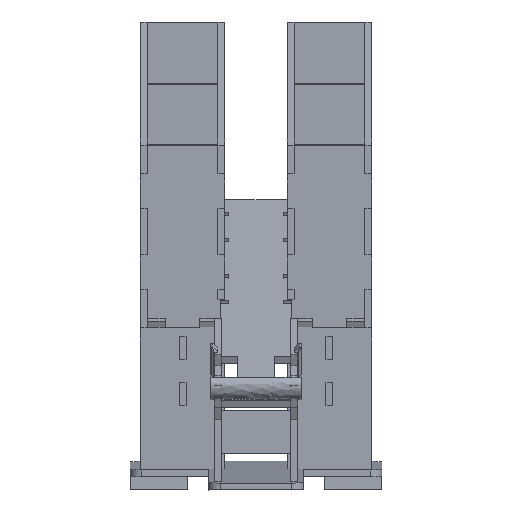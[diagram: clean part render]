
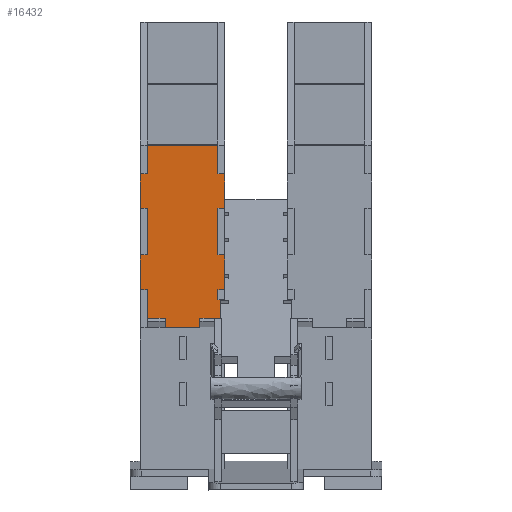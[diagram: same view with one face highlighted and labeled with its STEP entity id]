
A CAD part, front view. The second image highlights one B-rep face of the part: STEP entity #16432.
In plain terms, the highlighted planar face has unit normal (0, -0.999, -0.052).
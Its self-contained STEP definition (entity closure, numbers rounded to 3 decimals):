
#424=FACE_OUTER_BOUND('',#1301,.T.);
#1301=EDGE_LOOP('',(#11350,#11351,#11352,#11353,#11354,#11355,#11356,#11357,
#11358,#11359,#11360,#11361,#11362,#11363,#11364,#11365,#11366,#11367,#11368,
#11369,#11370,#11371,#11372,#11373,#11374,#11375));
#2435=LINE('',#22900,#4740);
#2439=LINE('',#22908,#4744);
#2440=LINE('',#22910,#4745);
#2441=LINE('',#22912,#4746);
#2442=LINE('',#22914,#4747);
#2443=LINE('',#22916,#4748);
#2444=LINE('',#22918,#4749);
#2445=LINE('',#22920,#4750);
#2446=LINE('',#22922,#4751);
#2447=LINE('',#22924,#4752);
#2448=LINE('',#22926,#4753);
#2449=LINE('',#22928,#4754);
#2450=LINE('',#22930,#4755);
#2451=LINE('',#22932,#4756);
#2452=LINE('',#22934,#4757);
#2453=LINE('',#22936,#4758);
#2454=LINE('',#22938,#4759);
#2455=LINE('',#22940,#4760);
#2456=LINE('',#22942,#4761);
#2457=LINE('',#22944,#4762);
#2458=LINE('',#22946,#4763);
#2459=LINE('',#22948,#4764);
#2460=LINE('',#22950,#4765);
#2461=LINE('',#22952,#4766);
#2462=LINE('',#22954,#4767);
#2463=LINE('',#22955,#4768);
#4740=VECTOR('',#18665,10.);
#4744=VECTOR('',#18671,10.);
#4745=VECTOR('',#18672,10.);
#4746=VECTOR('',#18673,10.);
#4747=VECTOR('',#18674,10.);
#4748=VECTOR('',#18675,10.);
#4749=VECTOR('',#18676,10.);
#4750=VECTOR('',#18677,10.);
#4751=VECTOR('',#18678,10.);
#4752=VECTOR('',#18679,10.);
#4753=VECTOR('',#18680,10.);
#4754=VECTOR('',#18681,10.);
#4755=VECTOR('',#18682,10.);
#4756=VECTOR('',#18683,10.);
#4757=VECTOR('',#18684,10.);
#4758=VECTOR('',#18685,10.);
#4759=VECTOR('',#18686,10.);
#4760=VECTOR('',#18687,10.);
#4761=VECTOR('',#18688,10.);
#4762=VECTOR('',#18689,10.);
#4763=VECTOR('',#18690,10.);
#4764=VECTOR('',#18691,10.);
#4765=VECTOR('',#18692,10.);
#4766=VECTOR('',#18693,10.);
#4767=VECTOR('',#18694,10.);
#4768=VECTOR('',#18695,10.);
#6955=VERTEX_POINT('',#22898);
#6956=VERTEX_POINT('',#22899);
#6959=VERTEX_POINT('',#22907);
#6960=VERTEX_POINT('',#22909);
#6961=VERTEX_POINT('',#22911);
#6962=VERTEX_POINT('',#22913);
#6963=VERTEX_POINT('',#22915);
#6964=VERTEX_POINT('',#22917);
#6965=VERTEX_POINT('',#22919);
#6966=VERTEX_POINT('',#22921);
#6967=VERTEX_POINT('',#22923);
#6968=VERTEX_POINT('',#22925);
#6969=VERTEX_POINT('',#22927);
#6970=VERTEX_POINT('',#22929);
#6971=VERTEX_POINT('',#22931);
#6972=VERTEX_POINT('',#22933);
#6973=VERTEX_POINT('',#22935);
#6974=VERTEX_POINT('',#22937);
#6975=VERTEX_POINT('',#22939);
#6976=VERTEX_POINT('',#22941);
#6977=VERTEX_POINT('',#22943);
#6978=VERTEX_POINT('',#22945);
#6979=VERTEX_POINT('',#22947);
#6980=VERTEX_POINT('',#22949);
#6981=VERTEX_POINT('',#22951);
#6982=VERTEX_POINT('',#22953);
#8647=EDGE_CURVE('',#6955,#6956,#2435,.T.);
#8651=EDGE_CURVE('',#6956,#6959,#2439,.T.);
#8652=EDGE_CURVE('',#6959,#6960,#2440,.T.);
#8653=EDGE_CURVE('',#6960,#6961,#2441,.T.);
#8654=EDGE_CURVE('',#6962,#6961,#2442,.T.);
#8655=EDGE_CURVE('',#6962,#6963,#2443,.T.);
#8656=EDGE_CURVE('',#6963,#6964,#2444,.T.);
#8657=EDGE_CURVE('',#6964,#6965,#2445,.T.);
#8658=EDGE_CURVE('',#6966,#6965,#2446,.T.);
#8659=EDGE_CURVE('',#6966,#6967,#2447,.T.);
#8660=EDGE_CURVE('',#6967,#6968,#2448,.T.);
#8661=EDGE_CURVE('',#6969,#6968,#2449,.T.);
#8662=EDGE_CURVE('',#6969,#6970,#2450,.T.);
#8663=EDGE_CURVE('',#6970,#6971,#2451,.T.);
#8664=EDGE_CURVE('',#6972,#6971,#2452,.T.);
#8665=EDGE_CURVE('',#6972,#6973,#2453,.T.);
#8666=EDGE_CURVE('',#6973,#6974,#2454,.T.);
#8667=EDGE_CURVE('',#6974,#6975,#2455,.T.);
#8668=EDGE_CURVE('',#6976,#6975,#2456,.T.);
#8669=EDGE_CURVE('',#6976,#6977,#2457,.T.);
#8670=EDGE_CURVE('',#6977,#6978,#2458,.T.);
#8671=EDGE_CURVE('',#6978,#6979,#2459,.T.);
#8672=EDGE_CURVE('',#6979,#6980,#2460,.T.);
#8673=EDGE_CURVE('',#6981,#6980,#2461,.T.);
#8674=EDGE_CURVE('',#6981,#6982,#2462,.T.);
#8675=EDGE_CURVE('',#6982,#6955,#2463,.T.);
#11350=ORIENTED_EDGE('',*,*,#8647,.T.);
#11351=ORIENTED_EDGE('',*,*,#8651,.T.);
#11352=ORIENTED_EDGE('',*,*,#8652,.T.);
#11353=ORIENTED_EDGE('',*,*,#8653,.T.);
#11354=ORIENTED_EDGE('',*,*,#8654,.F.);
#11355=ORIENTED_EDGE('',*,*,#8655,.T.);
#11356=ORIENTED_EDGE('',*,*,#8656,.T.);
#11357=ORIENTED_EDGE('',*,*,#8657,.T.);
#11358=ORIENTED_EDGE('',*,*,#8658,.F.);
#11359=ORIENTED_EDGE('',*,*,#8659,.T.);
#11360=ORIENTED_EDGE('',*,*,#8660,.T.);
#11361=ORIENTED_EDGE('',*,*,#8661,.F.);
#11362=ORIENTED_EDGE('',*,*,#8662,.T.);
#11363=ORIENTED_EDGE('',*,*,#8663,.T.);
#11364=ORIENTED_EDGE('',*,*,#8664,.F.);
#11365=ORIENTED_EDGE('',*,*,#8665,.T.);
#11366=ORIENTED_EDGE('',*,*,#8666,.T.);
#11367=ORIENTED_EDGE('',*,*,#8667,.T.);
#11368=ORIENTED_EDGE('',*,*,#8668,.F.);
#11369=ORIENTED_EDGE('',*,*,#8669,.T.);
#11370=ORIENTED_EDGE('',*,*,#8670,.T.);
#11371=ORIENTED_EDGE('',*,*,#8671,.T.);
#11372=ORIENTED_EDGE('',*,*,#8672,.T.);
#11373=ORIENTED_EDGE('',*,*,#8673,.F.);
#11374=ORIENTED_EDGE('',*,*,#8674,.T.);
#11375=ORIENTED_EDGE('',*,*,#8675,.T.);
#15621=PLANE('',#17329);
#16432=ADVANCED_FACE('',(#424),#15621,.T.);
#17329=AXIS2_PLACEMENT_3D('',#22906,#18669,#18670);
#18665=DIRECTION('',(0.,-0.052,0.999));
#18669=DIRECTION('center_axis',(0.,-0.999,-0.052));
#18670=DIRECTION('ref_axis',(1.,0.,0.));
#18671=DIRECTION('',(-1.,0.,0.));
#18672=DIRECTION('',(0.,-0.052,0.999));
#18673=DIRECTION('',(1.,0.,0.));
#18674=DIRECTION('',(0.,0.052,-0.999));
#18675=DIRECTION('',(-1.,0.,0.));
#18676=DIRECTION('',(0.,-0.052,0.999));
#18677=DIRECTION('',(1.,0.,0.));
#18678=DIRECTION('',(0.,0.052,-0.999));
#18679=DIRECTION('',(-1.,0.,0.));
#18680=DIRECTION('',(0.,-0.052,0.999));
#18681=DIRECTION('',(1.,0.,0.));
#18682=DIRECTION('',(0.,0.052,-0.999));
#18683=DIRECTION('',(-1.,0.,0.));
#18684=DIRECTION('',(0.,-0.052,0.999));
#18685=DIRECTION('',(1.,0.,0.));
#18686=DIRECTION('',(0.,0.052,-0.999));
#18687=DIRECTION('',(-1.,0.,0.));
#18688=DIRECTION('',(0.,-0.052,0.999));
#18689=DIRECTION('',(1.,0.,0.));
#18690=DIRECTION('',(0.,0.052,-0.999));
#18691=DIRECTION('',(1.,0.,0.));
#18692=DIRECTION('',(0.,0.052,-0.999));
#18693=DIRECTION('',(-1.,0.,0.));
#18694=DIRECTION('',(0.,-0.052,0.999));
#18695=DIRECTION('',(1.,0.,0.));
#22898=CARTESIAN_POINT('',(238.,62.367,148.536));
#22899=CARTESIAN_POINT('',(238.,61.52,164.691));
#22900=CARTESIAN_POINT('',(238.,56.54,259.721));
#22906=CARTESIAN_POINT('Origin',(208.,58.576,220.871));
#22907=CARTESIAN_POINT('',(236.,61.52,164.691));
#22908=CARTESIAN_POINT('',(242.,61.52,164.691));
#22909=CARTESIAN_POINT('',(236.,61.058,173.501));
#22910=CARTESIAN_POINT('',(236.,57.024,250.484));
#22911=CARTESIAN_POINT('',(242.,61.058,173.501));
#22912=CARTESIAN_POINT('',(225.,61.058,173.501));
#22913=CARTESIAN_POINT('',(242.,59.488,203.46));
#22914=CARTESIAN_POINT('',(242.,54.503,298.572));
#22915=CARTESIAN_POINT('',(236.,59.488,203.46));
#22916=CARTESIAN_POINT('',(225.,59.488,203.46));
#22917=CARTESIAN_POINT('',(236.,57.382,243.648));
#22918=CARTESIAN_POINT('',(236.,57.024,250.484));
#22919=CARTESIAN_POINT('',(242.,57.382,243.648));
#22920=CARTESIAN_POINT('',(225.,57.382,243.648));
#22921=CARTESIAN_POINT('',(242.,55.812,273.606));
#22922=CARTESIAN_POINT('',(242.,54.503,298.572));
#22923=CARTESIAN_POINT('',(236.,55.812,273.606));
#22924=CARTESIAN_POINT('',(225.,55.812,273.606));
#22925=CARTESIAN_POINT('',(236.,54.503,298.572));
#22926=CARTESIAN_POINT('',(236.,57.024,250.484));
#22927=CARTESIAN_POINT('',(175.,54.503,298.572));
#22928=CARTESIAN_POINT('',(174.,54.503,298.572));
#22929=CARTESIAN_POINT('',(175.,55.812,273.606));
#22930=CARTESIAN_POINT('',(175.,57.391,243.484));
#22931=CARTESIAN_POINT('',(169.,55.812,273.606));
#22932=CARTESIAN_POINT('',(188.5,55.812,273.606));
#22933=CARTESIAN_POINT('',(169.,57.382,243.648));
#22934=CARTESIAN_POINT('',(169.,62.648,143.169));
#22935=CARTESIAN_POINT('',(175.,57.382,243.648));
#22936=CARTESIAN_POINT('',(188.5,57.382,243.648));
#22937=CARTESIAN_POINT('',(175.,59.488,203.46));
#22938=CARTESIAN_POINT('',(175.,57.391,243.484));
#22939=CARTESIAN_POINT('',(169.,59.488,203.46));
#22940=CARTESIAN_POINT('',(188.5,59.488,203.46));
#22941=CARTESIAN_POINT('',(169.,61.058,173.501));
#22942=CARTESIAN_POINT('',(169.,62.648,143.169));
#22943=CARTESIAN_POINT('',(175.,61.058,173.501));
#22944=CARTESIAN_POINT('',(188.5,61.058,173.501));
#22945=CARTESIAN_POINT('',(175.,62.367,148.536));
#22946=CARTESIAN_POINT('',(175.,57.391,243.484));
#22947=CARTESIAN_POINT('',(190.5,62.367,148.536));
#22948=CARTESIAN_POINT('',(199.25,62.367,148.536));
#22949=CARTESIAN_POINT('',(190.5,62.785,140.559));
#22950=CARTESIAN_POINT('',(190.5,60.68,180.715));
#22951=CARTESIAN_POINT('',(220.5,62.785,140.559));
#22952=CARTESIAN_POINT('',(242.,62.785,140.559));
#22953=CARTESIAN_POINT('',(220.5,62.367,148.536));
#22954=CARTESIAN_POINT('',(220.5,60.471,184.703));
#22955=CARTESIAN_POINT('',(225.,62.367,148.536));
